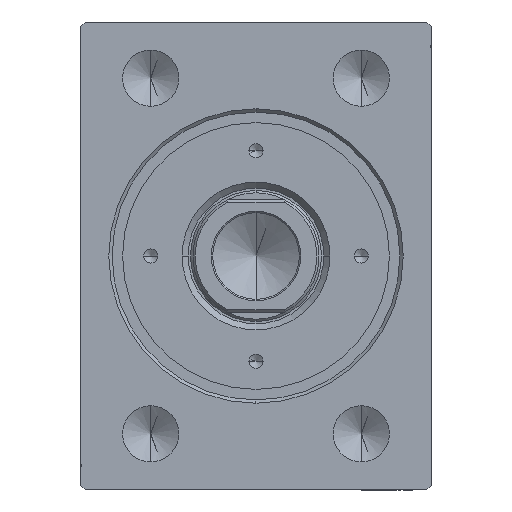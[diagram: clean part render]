
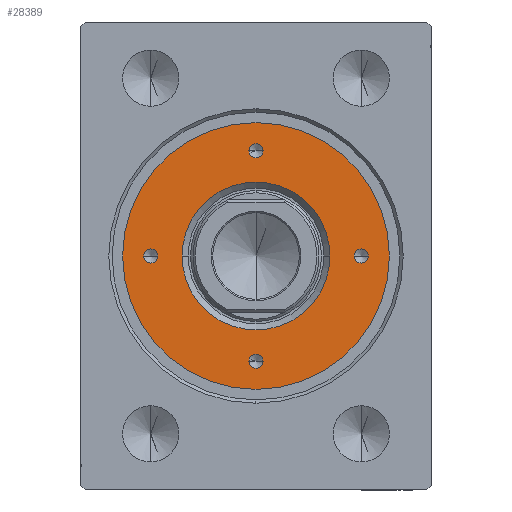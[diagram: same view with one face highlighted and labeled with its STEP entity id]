
A CAD part, left-side view. The second image highlights one B-rep face of the part: STEP entity #28389.
In plain terms, the highlighted face is planar.
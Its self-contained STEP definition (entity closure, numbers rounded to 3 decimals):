
#253 = ORIENTED_EDGE ( 'NONE', *, *, #21264, .F. ) ;
#342 = CARTESIAN_POINT ( 'NONE',  ( 0., 0., 10. ) ) ;
#615 = EDGE_CURVE ( 'NONE', #26007, #10606, #17891, .T. ) ;
#728 = VERTEX_POINT ( 'NONE', #5883 ) ;
#1117 = DIRECTION ( 'NONE',  ( 0., 0., 1. ) ) ;
#1453 = DIRECTION ( 'NONE',  ( 0., 0., 1. ) ) ;
#1678 = DIRECTION ( 'NONE',  ( 1., 0., 0. ) ) ;
#2092 = ORIENTED_EDGE ( 'NONE', *, *, #35857, .F. ) ;
#2175 = DIRECTION ( 'NONE',  ( 1., 0., 0. ) ) ;
#2359 = FACE_BOUND ( 'NONE', #30037, .T. ) ;
#2580 = FACE_OUTER_BOUND ( 'NONE', #18893, .T. ) ;
#2595 = CARTESIAN_POINT ( 'NONE',  ( 0., 0., 10. ) ) ;
#2808 = DIRECTION ( 'NONE',  ( 1., 0., 0. ) ) ;
#2835 = DIRECTION ( 'NONE',  ( 0., 0., 1. ) ) ;
#3338 = EDGE_CURVE ( 'NONE', #40906, #38981, #11602, .T. ) ;
#3571 = CARTESIAN_POINT ( 'NONE',  ( 24., 0., 10. ) ) ;
#3912 = CIRCLE ( 'NONE', #38018, 1.5 ) ;
#4527 = VERTEX_POINT ( 'NONE', #36203 ) ;
#4570 = DIRECTION ( 'NONE',  ( 0., 0., 1. ) ) ;
#5489 = DIRECTION ( 'NONE',  ( 0., 0., 1. ) ) ;
#5531 = DIRECTION ( 'NONE',  ( 1., 0., 0. ) ) ;
#5638 = EDGE_CURVE ( 'NONE', #38981, #40906, #27531, .T. ) ;
#5770 = CARTESIAN_POINT ( 'NONE',  ( 22.5, 0., 10. ) ) ;
#5883 = CARTESIAN_POINT ( 'NONE',  ( -24., 0., 10. ) ) ;
#6481 = ORIENTED_EDGE ( 'NONE', *, *, #38996, .F. ) ;
#6702 = ORIENTED_EDGE ( 'NONE', *, *, #37005, .F. ) ;
#6789 = CIRCLE ( 'NONE', #16039, 28.5 ) ;
#7339 = CIRCLE ( 'NONE', #23657, 1.5 ) ;
#8215 = EDGE_LOOP ( 'NONE', ( #12173, #38721 ) ) ;
#8328 = ORIENTED_EDGE ( 'NONE', *, *, #33065, .T. ) ;
#8881 = ORIENTED_EDGE ( 'NONE', *, *, #26273, .F. ) ;
#9075 = DIRECTION ( 'NONE',  ( 0., 0., 1. ) ) ;
#9216 = CARTESIAN_POINT ( 'NONE',  ( 21., 0., 10. ) ) ;
#10606 = VERTEX_POINT ( 'NONE', #24451 ) ;
#11054 = EDGE_CURVE ( 'NONE', #36118, #21693, #22795, .T. ) ;
#11203 = CARTESIAN_POINT ( 'NONE',  ( -15.8, 0., 10. ) ) ;
#11523 = CARTESIAN_POINT ( 'NONE',  ( -1.5, 22.5, 10. ) ) ;
#11602 = CIRCLE ( 'NONE', #31477, 1.5 ) ;
#12157 = FACE_BOUND ( 'NONE', #25427, .T. ) ;
#12173 = ORIENTED_EDGE ( 'NONE', *, *, #5638, .F. ) ;
#12347 = EDGE_LOOP ( 'NONE', ( #6481, #21100 ) ) ;
#12377 = PLANE ( 'NONE',  #38743 ) ;
#13023 = DIRECTION ( 'NONE',  ( 1., 0., 0. ) ) ;
#13377 = CARTESIAN_POINT ( 'NONE',  ( 0., 0., 10. ) ) ;
#13980 = VERTEX_POINT ( 'NONE', #11523 ) ;
#14471 = CARTESIAN_POINT ( 'NONE',  ( 0., -22.5, 10. ) ) ;
#14552 = CARTESIAN_POINT ( 'NONE',  ( 0., 0., 10. ) ) ;
#14709 = AXIS2_PLACEMENT_3D ( 'NONE', #14552, #27895, #17671 ) ;
#14819 = DIRECTION ( 'NONE',  ( 1., 0., 0. ) ) ;
#15389 = ORIENTED_EDGE ( 'NONE', *, *, #11054, .T. ) ;
#15714 = FACE_BOUND ( 'NONE', #8215, .T. ) ;
#16039 = AXIS2_PLACEMENT_3D ( 'NONE', #13377, #23158, #20263 ) ;
#16135 = CIRCLE ( 'NONE', #14709, 15.8 ) ;
#16487 = AXIS2_PLACEMENT_3D ( 'NONE', #25035, #4570, #14819 ) ;
#16861 = AXIS2_PLACEMENT_3D ( 'NONE', #35778, #42242, #5531 ) ;
#17671 = DIRECTION ( 'NONE',  ( 1., 0., 0. ) ) ;
#17891 = CIRCLE ( 'NONE', #16487, 1.5 ) ;
#18250 = AXIS2_PLACEMENT_3D ( 'NONE', #31928, #1453, #1678 ) ;
#18893 = EDGE_LOOP ( 'NONE', ( #22387, #8328 ) ) ;
#19046 = FACE_BOUND ( 'NONE', #19059, .T. ) ;
#19059 = EDGE_LOOP ( 'NONE', ( #2092, #8881 ) ) ;
#19684 = DIRECTION ( 'NONE',  ( 0., 0., 1. ) ) ;
#20263 = DIRECTION ( 'NONE',  ( 1., 0., 0. ) ) ;
#20901 = CIRCLE ( 'NONE', #34383, 28.5 ) ;
#21100 = ORIENTED_EDGE ( 'NONE', *, *, #615, .F. ) ;
#21264 = EDGE_CURVE ( 'NONE', #4527, #728, #7339, .T. ) ;
#21693 = VERTEX_POINT ( 'NONE', #33423 ) ;
#22387 = ORIENTED_EDGE ( 'NONE', *, *, #43370, .T. ) ;
#22795 = CIRCLE ( 'NONE', #40552, 15.8 ) ;
#22941 = CARTESIAN_POINT ( 'NONE',  ( 1.5, 22.5, 10. ) ) ;
#23158 = DIRECTION ( 'NONE',  ( 0., 0., 1. ) ) ;
#23657 = AXIS2_PLACEMENT_3D ( 'NONE', #28669, #9075, #25988 ) ;
#23686 = DIRECTION ( 'NONE',  ( 1., 0., 0. ) ) ;
#24451 = CARTESIAN_POINT ( 'NONE',  ( 1.5, -22.5, 10. ) ) ;
#25035 = CARTESIAN_POINT ( 'NONE',  ( 0., -22.5, 10. ) ) ;
#25427 = EDGE_LOOP ( 'NONE', ( #37119, #15389 ) ) ;
#25988 = DIRECTION ( 'NONE',  ( 1., 0., 0. ) ) ;
#26007 = VERTEX_POINT ( 'NONE', #41094 ) ;
#26154 = DIRECTION ( 'NONE',  ( 1., 0., 0. ) ) ;
#26273 = EDGE_CURVE ( 'NONE', #13980, #33745, #3912, .T. ) ;
#26364 = DIRECTION ( 'NONE',  ( 0., 0., 1. ) ) ;
#27531 = CIRCLE ( 'NONE', #16861, 1.5 ) ;
#27895 = DIRECTION ( 'NONE',  ( 0., 0., -1. ) ) ;
#28389 = ADVANCED_FACE ( 'NONE', ( #2359, #19046, #15714, #29716, #12157, #2580 ), #12377, .T. ) ;
#28591 = CARTESIAN_POINT ( 'NONE',  ( -28.5, 0., 10. ) ) ;
#28669 = CARTESIAN_POINT ( 'NONE',  ( -22.5, 0., 10. ) ) ;
#29270 = CARTESIAN_POINT ( 'NONE',  ( 0., 0., 10. ) ) ;
#29716 = FACE_BOUND ( 'NONE', #12347, .T. ) ;
#30037 = EDGE_LOOP ( 'NONE', ( #253, #6702 ) ) ;
#30376 = CIRCLE ( 'NONE', #38929, 1.5 ) ;
#31477 = AXIS2_PLACEMENT_3D ( 'NONE', #5770, #35810, #42943 ) ;
#31928 = CARTESIAN_POINT ( 'NONE',  ( 0., 22.5, 10. ) ) ;
#32651 = CARTESIAN_POINT ( 'NONE',  ( -22.5, 0., 10. ) ) ;
#33065 = EDGE_CURVE ( 'NONE', #34099, #40693, #6789, .T. ) ;
#33342 = CARTESIAN_POINT ( 'NONE',  ( 28.5, 0., 10. ) ) ;
#33423 = CARTESIAN_POINT ( 'NONE',  ( 15.8, 0., 10. ) ) ;
#33745 = VERTEX_POINT ( 'NONE', #22941 ) ;
#34042 = DIRECTION ( 'NONE',  ( 1., 0., 0. ) ) ;
#34099 = VERTEX_POINT ( 'NONE', #33342 ) ;
#34130 = DIRECTION ( 'NONE',  ( 0., 0., -1. ) ) ;
#34383 = AXIS2_PLACEMENT_3D ( 'NONE', #2595, #5489, #2808 ) ;
#35323 = AXIS2_PLACEMENT_3D ( 'NONE', #32651, #2835, #2175 ) ;
#35778 = CARTESIAN_POINT ( 'NONE',  ( 22.5, 0., 10. ) ) ;
#35810 = DIRECTION ( 'NONE',  ( 0., 0., 1. ) ) ;
#35857 = EDGE_CURVE ( 'NONE', #33745, #13980, #43802, .T. ) ;
#36109 = EDGE_CURVE ( 'NONE', #21693, #36118, #16135, .T. ) ;
#36118 = VERTEX_POINT ( 'NONE', #11203 ) ;
#36203 = CARTESIAN_POINT ( 'NONE',  ( -21., 0., 10. ) ) ;
#36596 = CARTESIAN_POINT ( 'NONE',  ( 0., 22.5, 10. ) ) ;
#37005 = EDGE_CURVE ( 'NONE', #728, #4527, #43894, .T. ) ;
#37119 = ORIENTED_EDGE ( 'NONE', *, *, #36109, .T. ) ;
#38018 = AXIS2_PLACEMENT_3D ( 'NONE', #36596, #19684, #13023 ) ;
#38721 = ORIENTED_EDGE ( 'NONE', *, *, #3338, .F. ) ;
#38743 = AXIS2_PLACEMENT_3D ( 'NONE', #29270, #26364, #26154 ) ;
#38929 = AXIS2_PLACEMENT_3D ( 'NONE', #14471, #1117, #34042 ) ;
#38981 = VERTEX_POINT ( 'NONE', #3571 ) ;
#38996 = EDGE_CURVE ( 'NONE', #10606, #26007, #30376, .T. ) ;
#40552 = AXIS2_PLACEMENT_3D ( 'NONE', #342, #34130, #23686 ) ;
#40693 = VERTEX_POINT ( 'NONE', #28591 ) ;
#40906 = VERTEX_POINT ( 'NONE', #9216 ) ;
#41094 = CARTESIAN_POINT ( 'NONE',  ( -1.5, -22.5, 10. ) ) ;
#42242 = DIRECTION ( 'NONE',  ( 0., 0., 1. ) ) ;
#42943 = DIRECTION ( 'NONE',  ( 1., 0., 0. ) ) ;
#43370 = EDGE_CURVE ( 'NONE', #40693, #34099, #20901, .T. ) ;
#43802 = CIRCLE ( 'NONE', #18250, 1.5 ) ;
#43894 = CIRCLE ( 'NONE', #35323, 1.5 ) ;
